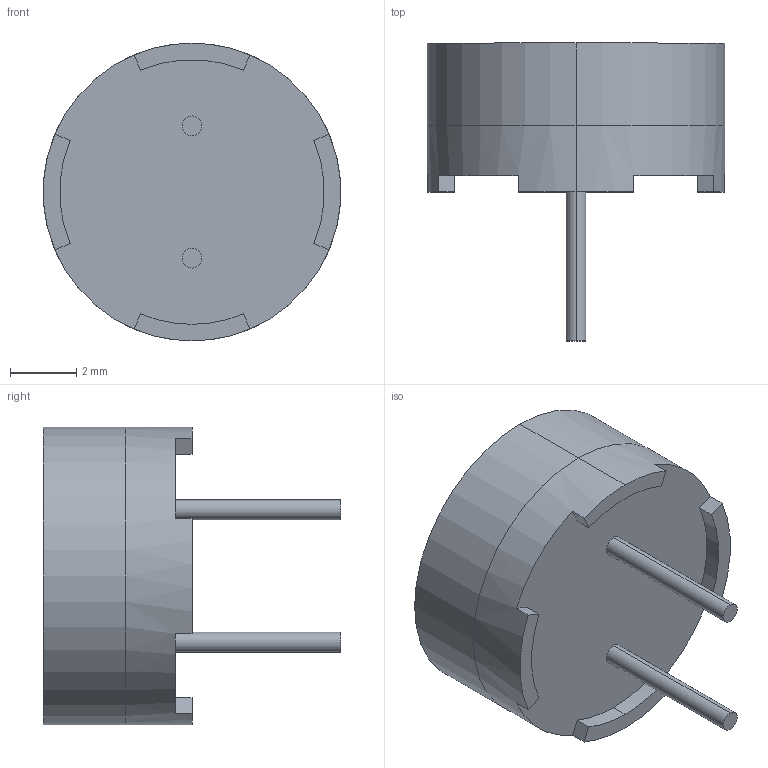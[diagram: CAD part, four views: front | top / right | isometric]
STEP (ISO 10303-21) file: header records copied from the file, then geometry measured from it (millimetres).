
FILE_DESCRIPTION (( 'STEP AP214' ), '1' );
FILE_NAME ('8CB87B59-411F-4220-82A0-80587DD8358B.STEP', '2007-08-31T13:55:49', ( 'sysAdmin' ), ( 'SolidWorks' ), 'SwSTEP 2.0', 'SolidWorks 2007', '' );
FILE_SCHEMA (( 'AUTOMOTIVE_DESIGN' ));
Length unit declared in the file: millimetre
Products named in the file (1): 8CB87B59-411F-4220-82A0-80587DD8358B
Bounding box: 9 x 9 x 9 mm (x, y, z)
Volume: 255.7 mm3; surface area: 287.3 mm2
Topology: 1 solids, 1 shells, 32 faces, 79 edges, 52 vertices
Faces by surface type: plane 17, cylinder 15
Entity records: 1327 total; most frequent: DIRECTION 181, CARTESIAN_POINT 164, ORIENTED_EDGE 158, EDGE_CURVE 79, AXIS2_PLACEMENT_3D 69, VERTEX_POINT 52, VECTOR 43, LINE 43
